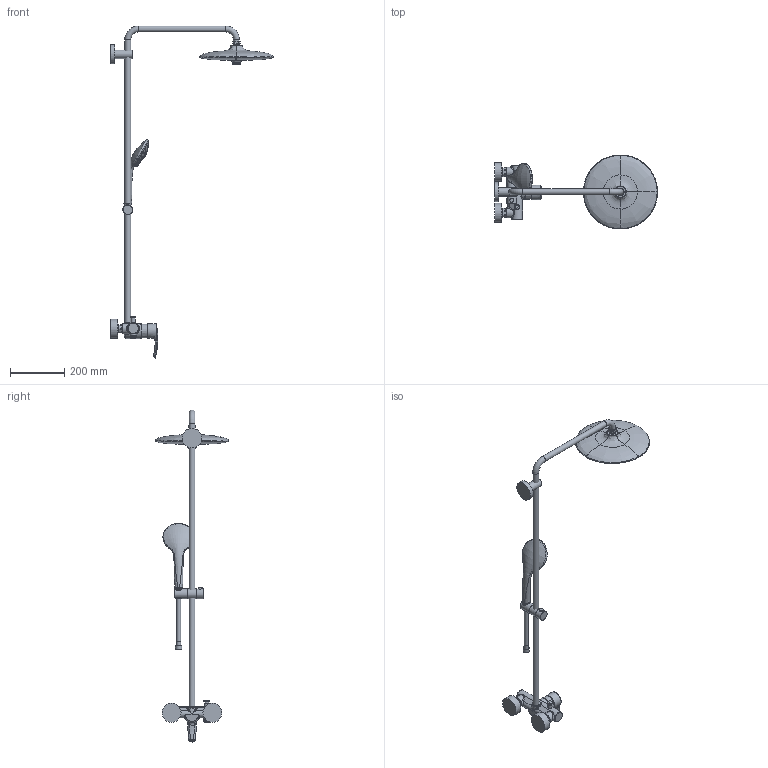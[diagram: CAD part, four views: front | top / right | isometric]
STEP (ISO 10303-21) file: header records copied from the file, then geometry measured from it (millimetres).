
FILE_DESCRIPTION(/* description */ ('Unknown'),/* implementation_level */ '2;1');
FILE_NAME(/* name */ '26540000',/* time_stamp */ '2022-09-09T12:15:57+02:00',/* author */ ('Unknown'),/* organization */ ('GROHE AG'),/* preprocessor_version */ 'ST-DEVELOPER v16.7',/* originating_system */ 'DEX',/* authorisation */ $);
FILE_SCHEMA (('AUTOMOTIVE_DESIGN {1 0 10303 214 3 1 1}'));
Products named in the file (16): 26540000; 26540000_0; 26540000_1; 26540000_2; 26540000_3; A_4282152_eurostyle_basin mixer_lever head; id227; 071012_FamilyHSH_D_Jets5L_Lob; 071108_Family_HSH_FaceEco_E_Lob; 50.9697.1_Standard; caps; face1; g01806A88795qqn0; G0181BC40660ln5y; G0181F9CAB557vxb
Assembly tree (15 placements, depth 2):
  26540000
    26540000
    26540000_0
    26540000_1
    26540000_2
    26540000_3
    A_4282152_eurostyle_basin mixer_lever head
    id227
    071012_FamilyHSH_D_Jets5L_Lob
    071108_Family_HSH_FaceEco_E_Lob
    50.9697.1_Standard
    caps
    face1
    g01806A88795qqn0
    G0181BC40660ln5y
    G0181F9CAB557vxb
Bounding box: 599.32 x 272.05 x 1221.55 mm (x, y, z)
Volume: 393772.2 mm3; surface area: 426109.1 mm2
Topology: 6 solids, 177 shells, 459 faces, 3851 edges, 3346 vertices
Faces by surface type: bspline 209, torus 117, plane 60, cylinder 55, cone 14, sphere 4
Full cylindrical faces by diameter (mm): 14 x1, 15 x1, 15.196 x1, 16 x1, 18.5 x1, 19.9 x1, 20.5 x1, 22 x4, 23 x2, 28 x1, 31.1 x1, 31.3 x1, 36 x3, 40 x1, 54 x1, 55 x1, 70 x2, 71 x1, 101.6 x1
Entity records: 81354 total; most frequent: CARTESIAN_POINT 59870, ORIENTED_EDGE 4220, EDGE_CURVE 3561, VERTEX_POINT 3250, B_SPLINE_CURVE_WITH_KNOTS 2957, DIRECTION 1642, FACE_BOUND 778, AXIS2_PLACEMENT_3D 778
